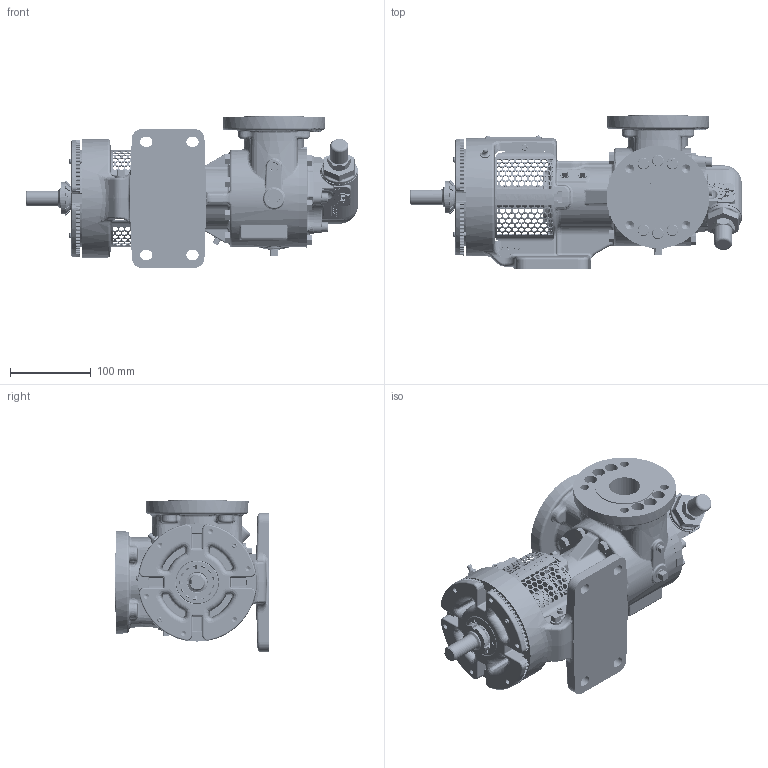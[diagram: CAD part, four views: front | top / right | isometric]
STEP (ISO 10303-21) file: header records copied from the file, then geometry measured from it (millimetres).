
FILE_DESCRIPTION (( 'STEP AP214' ), '1' );
FILE_NAME ('HV-4177.STEP', '2024-01-29T18:21:08', ( '' ), ( '' ), 'SwSTEP 2.0', 'SolidWorks 2022', '' );
FILE_SCHEMA (( 'AUTOMOTIVE_DESIGN' ));
Length unit declared in the file: millimetre
Products named in the file (1): HV-4177
Bounding box: 409.96 x 190.5 x 187.32 mm (x, y, z)
Volume: 3767354.2 mm3; surface area: 395119.5 mm2
Topology: 1 solids, 1 shells, 7371 faces, 19183 edges, 12039 vertices
Faces by surface type: bspline 2967, plane 2450, cylinder 1151, cone 569, torus 124, sphere 110
Entity records: 388831 total; most frequent: CARTESIAN_POINT 168466, ORIENTED_EDGE 38120, DIRECTION 24742, EDGE_CURVE 19060, VERTEX_POINT 12031, AXIS2_PLACEMENT_3D 8647, EDGE_LOOP 8263, VECTOR 7448
